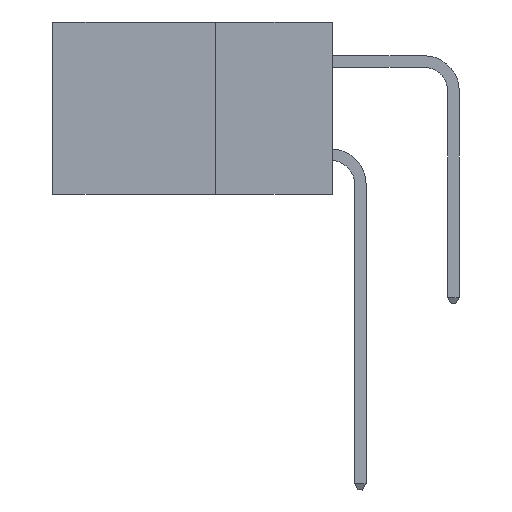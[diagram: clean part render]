
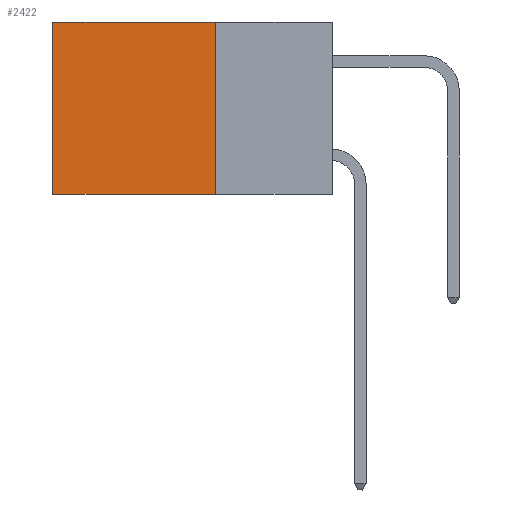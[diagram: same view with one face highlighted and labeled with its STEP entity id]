
A CAD part, left-side view. The second image highlights one B-rep face of the part: STEP entity #2422.
In plain terms, the highlighted planar face has unit normal (-1, 0, 0).
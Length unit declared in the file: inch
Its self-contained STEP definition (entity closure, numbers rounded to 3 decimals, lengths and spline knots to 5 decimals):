
#606 = AXIS2_PLACEMENT_3D ( 'NONE', #23351, #8290, #3688 ) ;
#905 = EDGE_CURVE ( 'NONE', #25106, #18090, #30920, .T. ) ;
#1683 = DIRECTION ( 'NONE',  ( 0., 0., -1. ) ) ;
#2422 = ADVANCED_FACE ( 'NONE', ( #23873 ), #23130, .F. ) ;
#3688 = DIRECTION ( 'NONE',  ( 0., 0., -1. ) ) ;
#4138 = DIRECTION ( 'NONE',  ( 0., 1., 0. ) ) ;
#6738 = EDGE_CURVE ( 'NONE', #18090, #16415, #31136, .T. ) ;
#7073 = CARTESIAN_POINT ( 'NONE',  ( 0.298, 0.6, 0. ) ) ;
#7457 = DIRECTION ( 'NONE',  ( 0., 0., -1. ) ) ;
#8290 = DIRECTION ( 'NONE',  ( 1., 0., 0. ) ) ;
#8830 = ORIENTED_EDGE ( 'NONE', *, *, #27945, .F. ) ;
#10555 = EDGE_LOOP ( 'NONE', ( #20070, #30322, #8830, #11290 ) ) ;
#11290 = ORIENTED_EDGE ( 'NONE', *, *, #905, .T. ) ;
#11358 = CARTESIAN_POINT ( 'NONE',  ( 0.298, 0.25, 0. ) ) ;
#12037 = CARTESIAN_POINT ( 'NONE',  ( 0.298, 0.25, -0.37 ) ) ;
#14417 = EDGE_CURVE ( 'NONE', #17447, #16415, #24189, .T. ) ;
#14598 = VECTOR ( 'NONE', #25063, 39.37008 ) ;
#16415 = VERTEX_POINT ( 'NONE', #22075 ) ;
#16796 = LINE ( 'NONE', #11358, #21402 ) ;
#17332 = CARTESIAN_POINT ( 'NONE',  ( 0.298, 0.6, 0. ) ) ;
#17447 = VERTEX_POINT ( 'NONE', #12037 ) ;
#18046 = VECTOR ( 'NONE', #7457, 39.37008 ) ;
#18090 = VERTEX_POINT ( 'NONE', #7073 ) ;
#18651 = CARTESIAN_POINT ( 'NONE',  ( 0.298, 0.25, 0. ) ) ;
#19772 = CARTESIAN_POINT ( 'NONE',  ( 0.298, 0.25, -0.37 ) ) ;
#20070 = ORIENTED_EDGE ( 'NONE', *, *, #6738, .T. ) ;
#21402 = VECTOR ( 'NONE', #1683, 39.37008 ) ;
#22075 = CARTESIAN_POINT ( 'NONE',  ( 0.298, 0.6, -0.37 ) ) ;
#23130 = PLANE ( 'NONE',  #606 ) ;
#23224 = VECTOR ( 'NONE', #4138, 39.37008 ) ;
#23351 = CARTESIAN_POINT ( 'NONE',  ( 0.298, 0.25, 0. ) ) ;
#23873 = FACE_OUTER_BOUND ( 'NONE', #10555, .T. ) ;
#24189 = LINE ( 'NONE', #19772, #14598 ) ;
#25063 = DIRECTION ( 'NONE',  ( 0., 1., 0. ) ) ;
#25106 = VERTEX_POINT ( 'NONE', #26192 ) ;
#26192 = CARTESIAN_POINT ( 'NONE',  ( 0.298, 0.25, 0. ) ) ;
#27945 = EDGE_CURVE ( 'NONE', #25106, #17447, #16796, .T. ) ;
#30322 = ORIENTED_EDGE ( 'NONE', *, *, #14417, .F. ) ;
#30920 = LINE ( 'NONE', #18651, #23224 ) ;
#31136 = LINE ( 'NONE', #17332, #18046 ) ;
